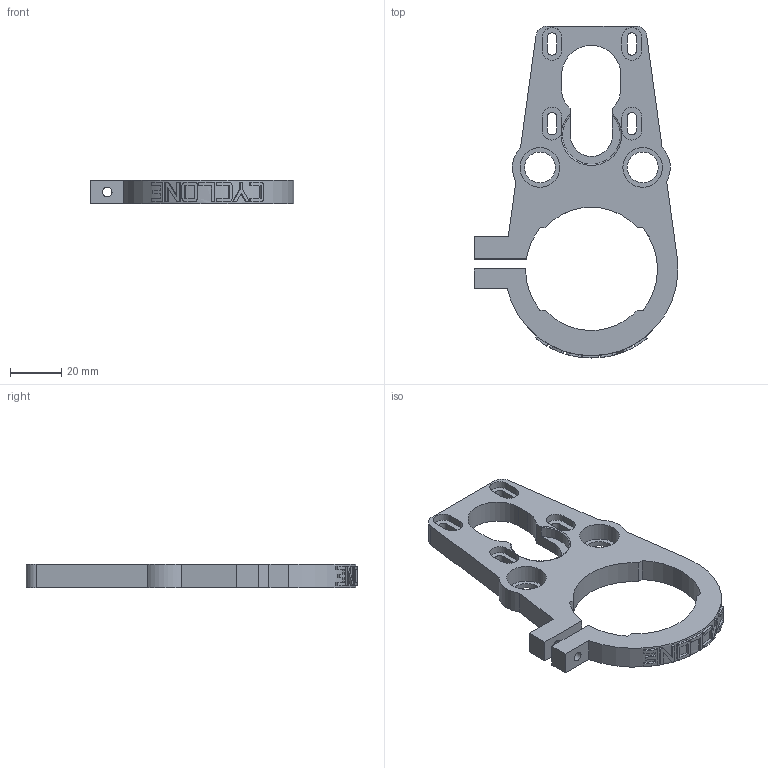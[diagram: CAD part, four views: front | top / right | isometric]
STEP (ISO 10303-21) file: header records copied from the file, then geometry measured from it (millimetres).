
FILE_DESCRIPTION(/* description */ ('Cycl_carroZ_superior'),/* implementation_level */ '2;1');
FILE_NAME(/* name */ 'G004163_Cycl_carroZ_superior.stp',/* time_stamp */ '2015-09-04T18:34:19+02:00',/* author */ ('jnazabal'),/* organization */ (''),/* preprocessor_version */ 'ST-DEVELOPER v15.6',/* originating_system */ 'Autodesk Inventor 2015',/* authorisation */ '');
FILE_SCHEMA (('AUTOMOTIVE_DESIGN { 1 0 10303 214 3 1 1 }'));
Length unit declared in the file: millimetre
Products named in the file (1): G004163_Cycl_carroZ_superior
Bounding box: 79.29 x 129.12 x 9 mm (x, y, z)
Volume: 35006 mm3; surface area: 16484.4 mm2
Topology: 1 solids, 1 shells, 176 faces, 484 edges, 324 vertices
Faces by surface type: plane 106, cylinder 47, bspline 22, cone 1
Full cylindrical faces by diameter (mm): 3.75 x2, 12 x2, 15.45 x2
Entity records: 6021 total; most frequent: CARTESIAN_POINT 1540, ORIENTED_EDGE 948, DIRECTION 872, EDGE_CURVE 474, VERTEX_POINT 320, AXIS2_PLACEMENT_3D 291, LINE 290, VECTOR 290
